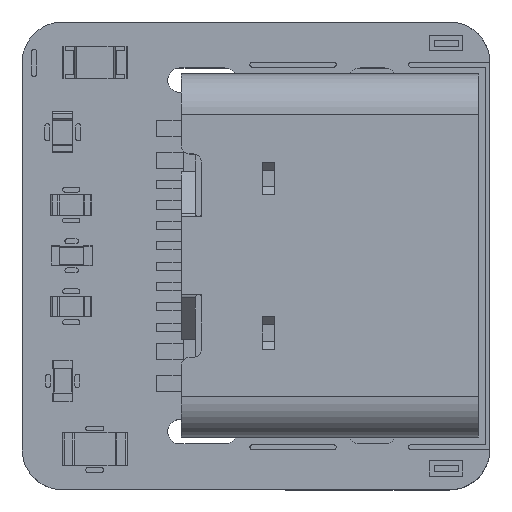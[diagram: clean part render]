
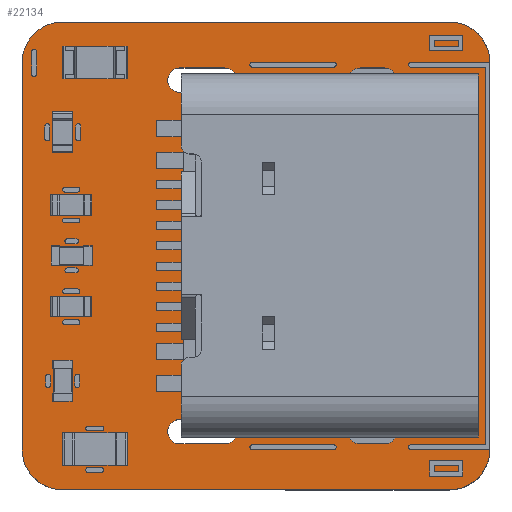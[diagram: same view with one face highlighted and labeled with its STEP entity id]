
A CAD part, top view. The second image highlights one B-rep face of the part: STEP entity #22134.
In plain terms, the highlighted planar face has unit normal (0, 0, 1).
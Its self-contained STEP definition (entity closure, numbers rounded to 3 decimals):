
#21819 = VERTEX_POINT('',#21820);
#21820 = CARTESIAN_POINT('',(179.953,-97.348,1.51));
#21826 = EDGE_CURVE('',#21819,#21827,#21829,.T.);
#21827 = VERTEX_POINT('',#21828);
#21828 = CARTESIAN_POINT('',(180.953,-98.348,1.51));
#21829 = CIRCLE('',#21830,1.);
#21830 = AXIS2_PLACEMENT_3D('',#21831,#21832,#21833);
#21831 = CARTESIAN_POINT('',(179.953,-98.348,1.51));
#21832 = DIRECTION('',(0.,0.,-1.));
#21833 = DIRECTION('',(0.,1.,0.));
#21861 = VERTEX_POINT('',#21862);
#21862 = CARTESIAN_POINT('',(170.453,-97.348,1.51));
#21868 = EDGE_CURVE('',#21861,#21819,#21869,.T.);
#21869 = LINE('',#21870,#21871);
#21870 = CARTESIAN_POINT('',(170.453,-97.348,1.51));
#21871 = VECTOR('',#21872,1.);
#21872 = DIRECTION('',(1.,0.,0.));
#21890 = EDGE_CURVE('',#21827,#21891,#21893,.T.);
#21891 = VERTEX_POINT('',#21892);
#21892 = CARTESIAN_POINT('',(180.953,-107.848,1.51));
#21893 = LINE('',#21894,#21895);
#21894 = CARTESIAN_POINT('',(180.953,-98.348,1.51));
#21895 = VECTOR('',#21896,1.);
#21896 = DIRECTION('',(0.,-1.,0.));
#22134 = ADVANCED_FACE('',(#22135,#22181,#22217,#22228,#22264,#22275,
    #22311),#22347,.T.);
#22135 = FACE_BOUND('',#22136,.T.);
#22136 = EDGE_LOOP('',(#22137,#22138,#22139,#22148,#22156,#22165,#22173,
    #22180));
#22137 = ORIENTED_EDGE('',*,*,#21826,.F.);
#22138 = ORIENTED_EDGE('',*,*,#21868,.F.);
#22139 = ORIENTED_EDGE('',*,*,#22140,.F.);
#22140 = EDGE_CURVE('',#22141,#21861,#22143,.T.);
#22141 = VERTEX_POINT('',#22142);
#22142 = CARTESIAN_POINT('',(169.453,-98.348,1.51));
#22143 = CIRCLE('',#22144,1.);
#22144 = AXIS2_PLACEMENT_3D('',#22145,#22146,#22147);
#22145 = CARTESIAN_POINT('',(170.453,-98.348,1.51));
#22146 = DIRECTION('',(0.,0.,-1.));
#22147 = DIRECTION('',(-1.,0.,-0.));
#22148 = ORIENTED_EDGE('',*,*,#22149,.F.);
#22149 = EDGE_CURVE('',#22150,#22141,#22152,.T.);
#22150 = VERTEX_POINT('',#22151);
#22151 = CARTESIAN_POINT('',(169.453,-107.84,1.51));
#22152 = LINE('',#22153,#22154);
#22153 = CARTESIAN_POINT('',(169.453,-107.84,1.51));
#22154 = VECTOR('',#22155,1.);
#22155 = DIRECTION('',(0.,1.,0.));
#22156 = ORIENTED_EDGE('',*,*,#22157,.F.);
#22157 = EDGE_CURVE('',#22158,#22150,#22160,.T.);
#22158 = VERTEX_POINT('',#22159);
#22159 = CARTESIAN_POINT('',(170.453,-108.848,1.51));
#22160 = CIRCLE('',#22161,1.);
#22161 = AXIS2_PLACEMENT_3D('',#22162,#22163,#22164);
#22162 = CARTESIAN_POINT('',(170.453,-107.848,1.51));
#22163 = DIRECTION('',(0.,0.,-1.));
#22164 = DIRECTION('',(0.,-1.,-0.));
#22165 = ORIENTED_EDGE('',*,*,#22166,.F.);
#22166 = EDGE_CURVE('',#22167,#22158,#22169,.T.);
#22167 = VERTEX_POINT('',#22168);
#22168 = CARTESIAN_POINT('',(179.953,-108.848,1.51));
#22169 = LINE('',#22170,#22171);
#22170 = CARTESIAN_POINT('',(179.953,-108.848,1.51));
#22171 = VECTOR('',#22172,1.);
#22172 = DIRECTION('',(-1.,0.,0.));
#22173 = ORIENTED_EDGE('',*,*,#22174,.F.);
#22174 = EDGE_CURVE('',#21891,#22167,#22175,.T.);
#22175 = CIRCLE('',#22176,1.);
#22176 = AXIS2_PLACEMENT_3D('',#22177,#22178,#22179);
#22177 = CARTESIAN_POINT('',(179.953,-107.848,1.51));
#22178 = DIRECTION('',(0.,0.,-1.));
#22179 = DIRECTION('',(1.,0.,0.));
#22180 = ORIENTED_EDGE('',*,*,#21890,.F.);
#22181 = FACE_BOUND('',#22182,.T.);
#22182 = EDGE_LOOP('',(#22183,#22194,#22202,#22211));
#22183 = ORIENTED_EDGE('',*,*,#22184,.T.);
#22184 = EDGE_CURVE('',#22185,#22187,#22189,.T.);
#22185 = VERTEX_POINT('',#22186);
#22186 = CARTESIAN_POINT('',(174.433,-107.118,1.51));
#22187 = VERTEX_POINT('',#22188);
#22188 = CARTESIAN_POINT('',(174.433,-107.718,1.51));
#22189 = CIRCLE('',#22190,0.3);
#22190 = AXIS2_PLACEMENT_3D('',#22191,#22192,#22193);
#22191 = CARTESIAN_POINT('',(174.433,-107.418,1.51));
#22192 = DIRECTION('',(-0.,0.,-1.));
#22193 = DIRECTION('',(0.,-1.,0.));
#22194 = ORIENTED_EDGE('',*,*,#22195,.T.);
#22195 = EDGE_CURVE('',#22187,#22196,#22198,.T.);
#22196 = VERTEX_POINT('',#22197);
#22197 = CARTESIAN_POINT('',(173.333,-107.718,1.51));
#22198 = LINE('',#22199,#22200);
#22199 = CARTESIAN_POINT('',(86.667,-107.718,1.51));
#22200 = VECTOR('',#22201,1.);
#22201 = DIRECTION('',(-1.,0.,0.));
#22202 = ORIENTED_EDGE('',*,*,#22203,.T.);
#22203 = EDGE_CURVE('',#22196,#22204,#22206,.T.);
#22204 = VERTEX_POINT('',#22205);
#22205 = CARTESIAN_POINT('',(173.333,-107.118,1.51));
#22206 = CIRCLE('',#22207,0.3);
#22207 = AXIS2_PLACEMENT_3D('',#22208,#22209,#22210);
#22208 = CARTESIAN_POINT('',(173.333,-107.418,1.51));
#22209 = DIRECTION('',(0.,-0.,-1.));
#22210 = DIRECTION('',(0.,1.,-0.));
#22211 = ORIENTED_EDGE('',*,*,#22212,.T.);
#22212 = EDGE_CURVE('',#22204,#22185,#22213,.T.);
#22213 = LINE('',#22214,#22215);
#22214 = CARTESIAN_POINT('',(87.217,-107.118,1.51));
#22215 = VECTOR('',#22216,1.);
#22216 = DIRECTION('',(1.,0.,-0.));
#22217 = FACE_BOUND('',#22218,.T.);
#22218 = EDGE_LOOP('',(#22219));
#22219 = ORIENTED_EDGE('',*,*,#22220,.T.);
#22220 = EDGE_CURVE('',#22221,#22221,#22223,.T.);
#22221 = VERTEX_POINT('',#22222);
#22222 = CARTESIAN_POINT('',(174.413,-106.313,1.51));
#22223 = CIRCLE('',#22224,0.325);
#22224 = AXIS2_PLACEMENT_3D('',#22225,#22226,#22227);
#22225 = CARTESIAN_POINT('',(174.413,-105.988,1.51));
#22226 = DIRECTION('',(-0.,0.,-1.));
#22227 = DIRECTION('',(0.,-1.,0.));
#22228 = FACE_BOUND('',#22229,.T.);
#22229 = EDGE_LOOP('',(#22230,#22241,#22249,#22258));
#22230 = ORIENTED_EDGE('',*,*,#22231,.T.);
#22231 = EDGE_CURVE('',#22232,#22234,#22236,.T.);
#22232 = VERTEX_POINT('',#22233);
#22233 = CARTESIAN_POINT('',(178.363,-107.118,1.51));
#22234 = VERTEX_POINT('',#22235);
#22235 = CARTESIAN_POINT('',(178.363,-107.718,1.51));
#22236 = CIRCLE('',#22237,0.3);
#22237 = AXIS2_PLACEMENT_3D('',#22238,#22239,#22240);
#22238 = CARTESIAN_POINT('',(178.363,-107.418,1.51));
#22239 = DIRECTION('',(-0.,0.,-1.));
#22240 = DIRECTION('',(0.,-1.,-0.));
#22241 = ORIENTED_EDGE('',*,*,#22242,.T.);
#22242 = EDGE_CURVE('',#22234,#22243,#22245,.T.);
#22243 = VERTEX_POINT('',#22244);
#22244 = CARTESIAN_POINT('',(177.763,-107.718,1.51));
#22245 = LINE('',#22246,#22247);
#22246 = CARTESIAN_POINT('',(88.882,-107.718,1.51));
#22247 = VECTOR('',#22248,1.);
#22248 = DIRECTION('',(-1.,0.,0.));
#22249 = ORIENTED_EDGE('',*,*,#22250,.T.);
#22250 = EDGE_CURVE('',#22243,#22251,#22253,.T.);
#22251 = VERTEX_POINT('',#22252);
#22252 = CARTESIAN_POINT('',(177.763,-107.118,1.51));
#22253 = CIRCLE('',#22254,0.3);
#22254 = AXIS2_PLACEMENT_3D('',#22255,#22256,#22257);
#22255 = CARTESIAN_POINT('',(177.763,-107.418,1.51));
#22256 = DIRECTION('',(0.,-0.,-1.));
#22257 = DIRECTION('',(0.,1.,-0.));
#22258 = ORIENTED_EDGE('',*,*,#22259,.T.);
#22259 = EDGE_CURVE('',#22251,#22232,#22260,.T.);
#22260 = LINE('',#22261,#22262);
#22261 = CARTESIAN_POINT('',(89.182,-107.118,1.51));
#22262 = VECTOR('',#22263,1.);
#22263 = DIRECTION('',(1.,0.,-0.));
#22264 = FACE_BOUND('',#22265,.T.);
#22265 = EDGE_LOOP('',(#22266));
#22266 = ORIENTED_EDGE('',*,*,#22267,.T.);
#22267 = EDGE_CURVE('',#22268,#22268,#22270,.T.);
#22268 = VERTEX_POINT('',#22269);
#22269 = CARTESIAN_POINT('',(174.413,-100.533,1.51));
#22270 = CIRCLE('',#22271,0.325);
#22271 = AXIS2_PLACEMENT_3D('',#22272,#22273,#22274);
#22272 = CARTESIAN_POINT('',(174.413,-100.208,1.51));
#22273 = DIRECTION('',(-0.,0.,-1.));
#22274 = DIRECTION('',(0.,-1.,0.));
#22275 = FACE_BOUND('',#22276,.T.);
#22276 = EDGE_LOOP('',(#22277,#22288,#22296,#22305));
#22277 = ORIENTED_EDGE('',*,*,#22278,.T.);
#22278 = EDGE_CURVE('',#22279,#22281,#22283,.T.);
#22279 = VERTEX_POINT('',#22280);
#22280 = CARTESIAN_POINT('',(174.433,-98.478,1.51));
#22281 = VERTEX_POINT('',#22282);
#22282 = CARTESIAN_POINT('',(174.433,-99.078,1.51));
#22283 = CIRCLE('',#22284,0.3);
#22284 = AXIS2_PLACEMENT_3D('',#22285,#22286,#22287);
#22285 = CARTESIAN_POINT('',(174.433,-98.778,1.51));
#22286 = DIRECTION('',(-0.,0.,-1.));
#22287 = DIRECTION('',(-0.,-1.,0.));
#22288 = ORIENTED_EDGE('',*,*,#22289,.T.);
#22289 = EDGE_CURVE('',#22281,#22290,#22292,.T.);
#22290 = VERTEX_POINT('',#22291);
#22291 = CARTESIAN_POINT('',(173.333,-99.078,1.51));
#22292 = LINE('',#22293,#22294);
#22293 = CARTESIAN_POINT('',(86.667,-99.078,1.51));
#22294 = VECTOR('',#22295,1.);
#22295 = DIRECTION('',(-1.,0.,0.));
#22296 = ORIENTED_EDGE('',*,*,#22297,.T.);
#22297 = EDGE_CURVE('',#22290,#22298,#22300,.T.);
#22298 = VERTEX_POINT('',#22299);
#22299 = CARTESIAN_POINT('',(173.333,-98.478,1.51));
#22300 = CIRCLE('',#22301,0.3);
#22301 = AXIS2_PLACEMENT_3D('',#22302,#22303,#22304);
#22302 = CARTESIAN_POINT('',(173.333,-98.778,1.51));
#22303 = DIRECTION('',(-0.,0.,-1.));
#22304 = DIRECTION('',(0.,1.,0.));
#22305 = ORIENTED_EDGE('',*,*,#22306,.T.);
#22306 = EDGE_CURVE('',#22298,#22279,#22307,.T.);
#22307 = LINE('',#22308,#22309);
#22308 = CARTESIAN_POINT('',(87.217,-98.478,1.51));
#22309 = VECTOR('',#22310,1.);
#22310 = DIRECTION('',(1.,0.,-0.));
#22311 = FACE_BOUND('',#22312,.T.);
#22312 = EDGE_LOOP('',(#22313,#22324,#22332,#22341));
#22313 = ORIENTED_EDGE('',*,*,#22314,.T.);
#22314 = EDGE_CURVE('',#22315,#22317,#22319,.T.);
#22315 = VERTEX_POINT('',#22316);
#22316 = CARTESIAN_POINT('',(178.363,-98.478,1.51));
#22317 = VERTEX_POINT('',#22318);
#22318 = CARTESIAN_POINT('',(178.363,-99.078,1.51));
#22319 = CIRCLE('',#22320,0.3);
#22320 = AXIS2_PLACEMENT_3D('',#22321,#22322,#22323);
#22321 = CARTESIAN_POINT('',(178.363,-98.778,1.51));
#22322 = DIRECTION('',(-0.,0.,-1.));
#22323 = DIRECTION('',(0.,-1.,-0.));
#22324 = ORIENTED_EDGE('',*,*,#22325,.T.);
#22325 = EDGE_CURVE('',#22317,#22326,#22328,.T.);
#22326 = VERTEX_POINT('',#22327);
#22327 = CARTESIAN_POINT('',(177.763,-99.078,1.51));
#22328 = LINE('',#22329,#22330);
#22329 = CARTESIAN_POINT('',(88.882,-99.078,1.51));
#22330 = VECTOR('',#22331,1.);
#22331 = DIRECTION('',(-1.,0.,0.));
#22332 = ORIENTED_EDGE('',*,*,#22333,.T.);
#22333 = EDGE_CURVE('',#22326,#22334,#22336,.T.);
#22334 = VERTEX_POINT('',#22335);
#22335 = CARTESIAN_POINT('',(177.763,-98.478,1.51));
#22336 = CIRCLE('',#22337,0.3);
#22337 = AXIS2_PLACEMENT_3D('',#22338,#22339,#22340);
#22338 = CARTESIAN_POINT('',(177.763,-98.778,1.51));
#22339 = DIRECTION('',(-0.,0.,-1.));
#22340 = DIRECTION('',(0.,1.,0.));
#22341 = ORIENTED_EDGE('',*,*,#22342,.T.);
#22342 = EDGE_CURVE('',#22334,#22315,#22343,.T.);
#22343 = LINE('',#22344,#22345);
#22344 = CARTESIAN_POINT('',(89.182,-98.478,1.51));
#22345 = VECTOR('',#22346,1.);
#22346 = DIRECTION('',(1.,0.,-0.));
#22347 = PLANE('',#22348);
#22348 = AXIS2_PLACEMENT_3D('',#22349,#22350,#22351);
#22349 = CARTESIAN_POINT('',(0.,0.,1.51));
#22350 = DIRECTION('',(0.,0.,1.));
#22351 = DIRECTION('',(1.,0.,-0.));
